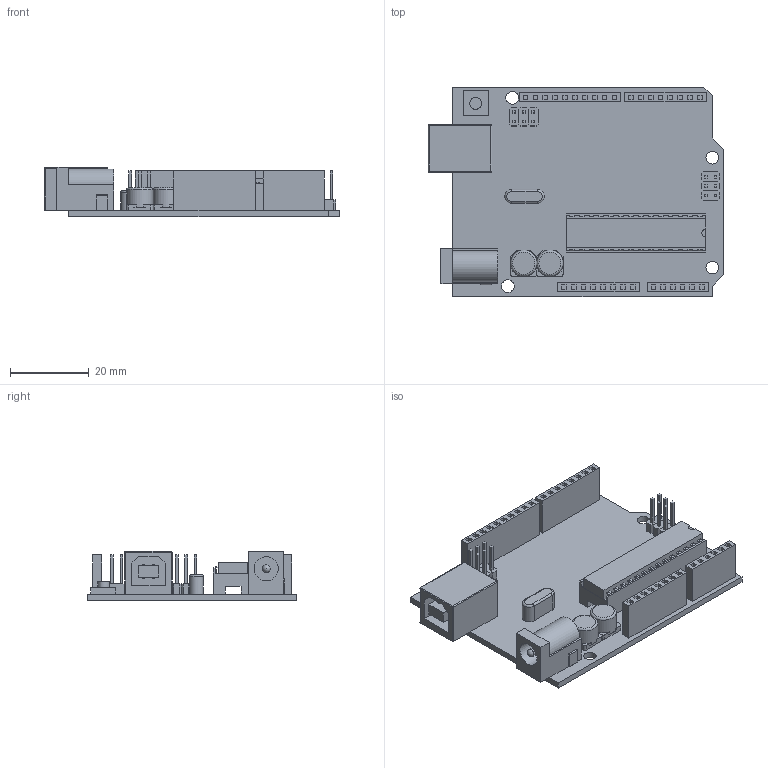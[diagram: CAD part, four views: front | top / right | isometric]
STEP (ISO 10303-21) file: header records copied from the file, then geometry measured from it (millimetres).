
FILE_DESCRIPTION(/* description */ (''),/* implementation_level */ '2;1');
FILE_NAME(/* name */ '00_arduino_uno.ipt.step',/* time_stamp */ '2022-11-29T07:35:44+01:00',/* author */ ('UC2'),/* organization */ (''),/* preprocessor_version */ 'ST-DEVELOPER v18.1',/* originating_system */ 'Autodesk Inventor 2022',/* authorisation */ '');
FILE_SCHEMA (('AUTOMOTIVE_DESIGN { 1 0 10303 214 3 1 1 }'));
Length unit declared in the file: millimetre
Products named in the file (1): 00_arduino_uno
Bounding box: 75 x 53.3 x 12.5 mm (x, y, z)
Volume: 13073.1 mm3; surface area: 17787.7 mm2
Topology: 64 solids, 64 shells, 709 faces, 1712 edges, 1133 vertices
Faces by surface type: plane 635, cylinder 65, sphere 5, torus 4
Full cylindrical faces by diameter (mm): 2 x1, 3 x1, 3.2 x4, 6.1 x1, 6.6 x2
Entity records: 20497 total; most frequent: CARTESIAN_POINT 3550, ORIENTED_EDGE 3414, DIRECTION 3266, EDGE_CURVE 1707, LINE 1568, VECTOR 1568, VERTEX_POINT 1133, AXIS2_PLACEMENT_3D 849
